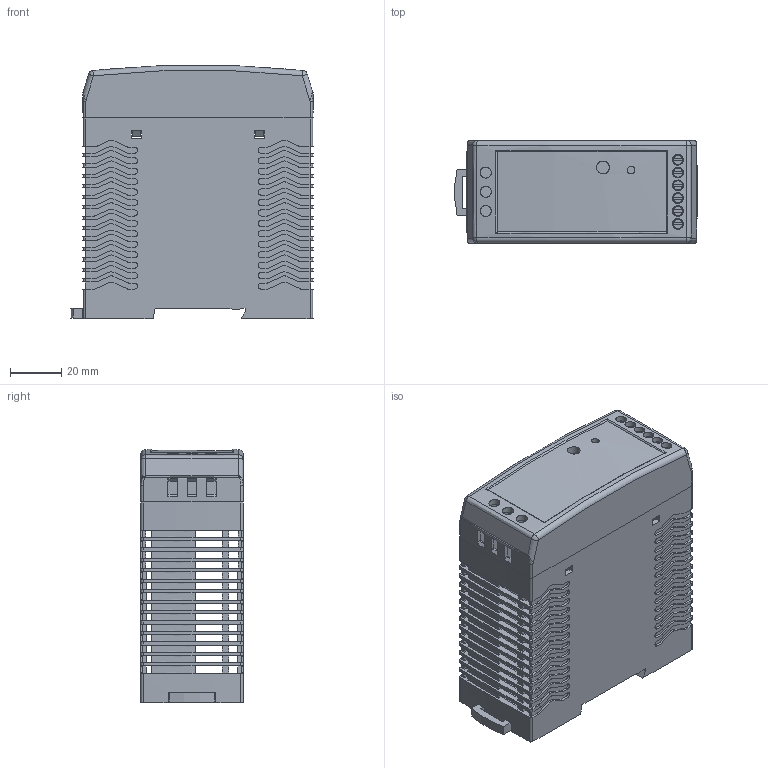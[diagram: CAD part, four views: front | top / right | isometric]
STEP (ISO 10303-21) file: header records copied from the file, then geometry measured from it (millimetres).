
FILE_DESCRIPTION(/* description */ (''),/* implementation_level */ '2;1');
FILE_NAME(/* name */ 'MGR040&60.stp',/* time_stamp */ '2023-07-21T14:26:10+08:00',/* author */ (''),/* organization */ (''),/* preprocessor_version */ 'ST-DEVELOPER v19.3',/* originating_system */ 'SIEMENS PLM Software NX2212.3001',/* authorisation */ '');
FILE_SCHEMA (('AP203_CONFIGURATION_CONTROLLED_3D_DESIGN_OF_MECHANICAL_PARTS_AND_ASSEMBLIES_MIM_LF { 1 0 10303 403 2 1 2}'));
Products named in the file (6): A01J1DZP0000023; A04SJKK00000003; A04SJSJK0000003; A04SJSJK0000004; MQR040$60电路板装配_MODEL; MGR040&60
Assembly tree (5 placements, depth 2):
  MGR040&60
    MQR040$60电路板装配_MODEL
    A04SJSJK0000004
    A04SJSJK0000003
    A04SJKK00000003
    A01J1DZP0000023
Bounding box: 94.59 x 40 x 98.83 mm (x, y, z)
Volume: 61521 mm3; surface area: 71751.8 mm2
Topology: 4 solids, 4 shells, 2099 faces, 6651 edges, 4409 vertices
Faces by surface type: plane 1222, cylinder 684, cone 110, extrusion 31, torus 28, bspline 20, sphere 4
Full cylindrical faces by diameter (mm): 3 x1, 4.2 x6, 4.3 x3, 5 x1
Entity records: 76661 total; most frequent: CARTESIAN_POINT 15647, ORIENTED_EDGE 13252, DIRECTION 12496, EDGE_CURVE 6626, VERTEX_POINT 4400, VECTOR 4316, LINE 4285, AXIS2_PLACEMENT_3D 4090
